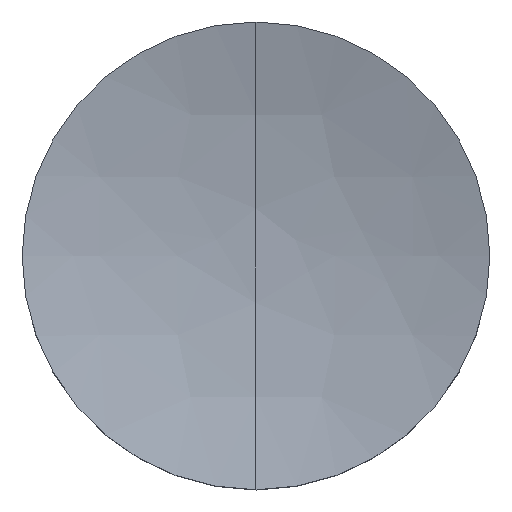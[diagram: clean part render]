
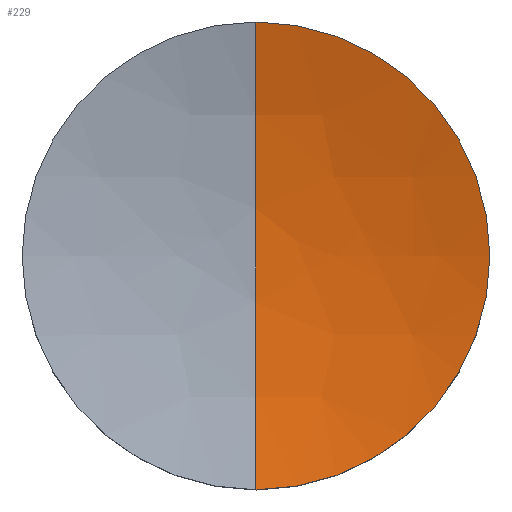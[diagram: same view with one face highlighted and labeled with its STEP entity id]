
A CAD part, top view. The second image highlights one B-rep face of the part: STEP entity #229.
In plain terms, the highlighted free-form (B-spline) face has degree [3, 3] with [4, 4] control points.
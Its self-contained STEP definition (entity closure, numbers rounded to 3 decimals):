
#3 = CIRCLE ( 'NONE', #200, 6.35 ) ;
#11 = DIRECTION ( 'NONE',  ( 0., 0., -1. ) ) ;
#14 = CARTESIAN_POINT ( 'NONE',  ( 0., -2.194, 2.003 ) ) ;
#15 = CARTESIAN_POINT ( 'NONE',  ( 6.466, -2.194, 2.873 ) ) ;
#23 = VERTEX_POINT ( 'NONE', #199 ) ;
#25 = AXIS2_PLACEMENT_3D ( 'NONE', #57, #282, #30 ) ;
#29 = CIRCLE ( 'NONE', #25, 6.35 ) ;
#30 = DIRECTION ( 'NONE',  ( 1., 0., 0. ) ) ;
#31 = DIRECTION ( 'NONE',  ( 0., 1., 0. ) ) ;
#32 = DIRECTION ( 'NONE',  ( -1., 0., 0. ) ) ;
#35 = EDGE_CURVE ( 'NONE', #23, #45, #162, .T. ) ;
#45 = VERTEX_POINT ( 'NONE', #76 ) ;
#57 = CARTESIAN_POINT ( 'NONE',  ( 0., 0., 3.149 ) ) ;
#61 = CARTESIAN_POINT ( 'NONE',  ( 0., 2.194, 2.003 ) ) ;
#63 = CARTESIAN_POINT ( 'NONE',  ( 4.148, -6.424, 3.447 ) ) ;
#64 = CARTESIAN_POINT ( 'NONE',  ( 0., 6.424, 3.169 ) ) ;
#74 = ORIENTED_EDGE ( 'NONE', *, *, #98, .F. ) ;
#76 = CARTESIAN_POINT ( 'NONE',  ( 0., -6.35, 3.149 ) ) ;
#78 = EDGE_CURVE ( 'NONE', #222, #45, #29, .T. ) ;
#84 = AXIS2_PLACEMENT_3D ( 'NONE', #279, #32, #31 ) ;
#86 = CARTESIAN_POINT ( 'NONE',  ( 6.157, -6.424, 3.998 ) ) ;
#92 = CARTESIAN_POINT ( 'NONE',  ( 2.083, -6.424, 3.169 ) ) ;
#98 = EDGE_CURVE ( 'NONE', #23, #222, #3, .T. ) ;
#102 = EDGE_LOOP ( 'NONE', ( #74, #281, #153 ) ) ;
#105 = CARTESIAN_POINT ( 'NONE',  ( 4.356, -2.194, 2.295 ) ) ;
#109 = CARTESIAN_POINT ( 'NONE',  ( 2.188, 2.194, 2.003 ) ) ;
#146 = CARTESIAN_POINT ( 'NONE',  ( 0., 0., 3.149 ) ) ;
#148 = CARTESIAN_POINT ( 'NONE',  ( 6.466, 2.194, 2.873 ) ) ;
#150 = CARTESIAN_POINT ( 'NONE',  ( 6.157, 6.424, 3.998 ) ) ;
#153 = ORIENTED_EDGE ( 'NONE', *, *, #78, .F. ) ;
#156 = FACE_OUTER_BOUND ( 'NONE', #102, .T. ) ;
#162 = CIRCLE ( 'NONE', #84, 24.17 ) ;
#167 = DIRECTION ( 'NONE',  ( 1., 0., 0. ) ) ;
#175 =( BOUNDED_SURFACE ( )  B_SPLINE_SURFACE ( 3, 3, ( 
 ( #150, #285, #186, #64 ),
 ( #148, #241, #109, #61 ),
 ( #15, #105, #265, #14 ),
 ( #86, #63, #92, #205 ) ),
 .UNSPECIFIED., .F., .F., .F. ) 
 B_SPLINE_SURFACE_WITH_KNOTS ( ( 4, 4 ),
 ( 4, 4 ),
 ( 0., 1. ),
 ( 0., 1. ),
 .UNSPECIFIED. ) 
 GEOMETRIC_REPRESENTATION_ITEM ( )  RATIONAL_B_SPLINE_SURFACE ( (
 ( 1., 0.994, 0.994, 1.),
 ( 0.976, 0.97, 0.97, 0.976),
 ( 0.976, 0.97, 0.97, 0.976),
 ( 1., 0.994, 0.994, 1.) ) ) 
 REPRESENTATION_ITEM ( '' )  SURFACE ( )  );
#186 = CARTESIAN_POINT ( 'NONE',  ( 2.083, 6.424, 3.169 ) ) ;
#199 = CARTESIAN_POINT ( 'NONE',  ( 0., 6.35, 3.149 ) ) ;
#200 = AXIS2_PLACEMENT_3D ( 'NONE', #146, #11, #167 ) ;
#205 = CARTESIAN_POINT ( 'NONE',  ( 0., -6.424, 3.169 ) ) ;
#222 = VERTEX_POINT ( 'NONE', #283 ) ;
#229 = ADVANCED_FACE ( 'NONE', ( #156 ), #175, .F. ) ;
#241 = CARTESIAN_POINT ( 'NONE',  ( 4.356, 2.194, 2.295 ) ) ;
#265 = CARTESIAN_POINT ( 'NONE',  ( 2.188, -2.194, 2.003 ) ) ;
#279 = CARTESIAN_POINT ( 'NONE',  ( 0., 0., 26.47 ) ) ;
#281 = ORIENTED_EDGE ( 'NONE', *, *, #35, .T. ) ;
#282 = DIRECTION ( 'NONE',  ( 0., 0., -1. ) ) ;
#283 = CARTESIAN_POINT ( 'NONE',  ( 6.35, 0., 3.149 ) ) ;
#285 = CARTESIAN_POINT ( 'NONE',  ( 4.148, 6.424, 3.447 ) ) ;
